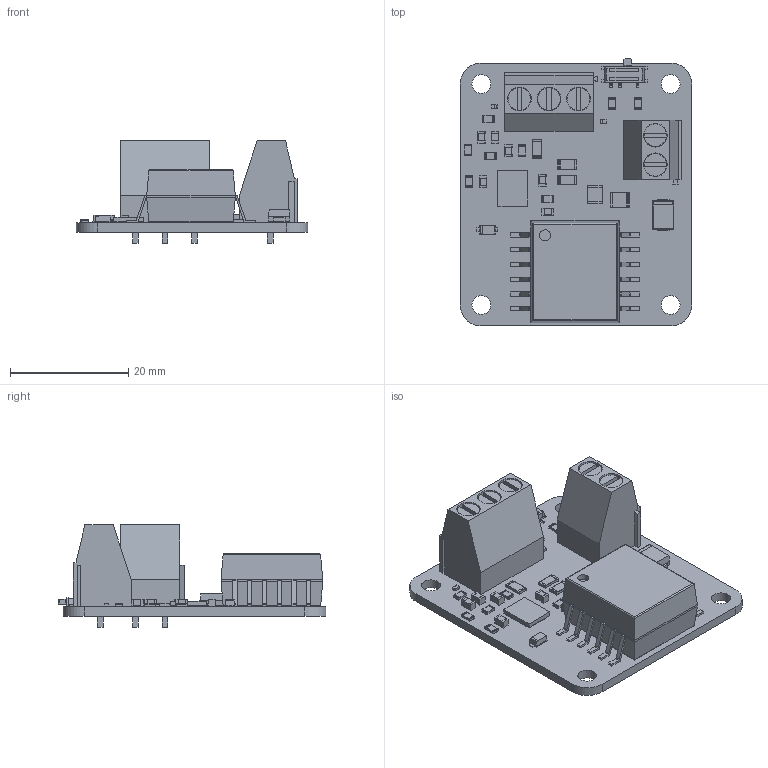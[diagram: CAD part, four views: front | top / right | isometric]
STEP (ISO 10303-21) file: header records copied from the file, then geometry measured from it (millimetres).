
FILE_DESCRIPTION(('KiCad electronic assembly'),'2;1');
FILE_NAME('converter.step','2024-07-23T10:42:29',('Pcbnew'),('Kicad'), 'Open CASCADE STEP processor 7.6','KiCad to STEP converter','Unknown' );
FILE_SCHEMA(('AUTOMOTIVE_DESIGN { 1 0 10303 214 1 1 1 1 }'));
Length unit declared in the file: millimetre
Products named in the file (26): converter 1; R_1206_3216Metric; C_0805_2012Metric; TerminalBlock_Phoenix_MKDS-1,5-2_1x02_P5.00mm_Horizontal; TerminalBlock_Phoenix_MKDS_15_2_1x02_P500mm_Horizontal; LT3957AEUHE#PBF; ASSEMBLY; R_0805_2012Metric; D_SOD-882; D_SMB; D_SOD-123F; D_SOD_123F; DA2032-ALD; SW_SPDT_PCM12; Fusion_sp; TerminalBlock_Phoenix_MKDS-1,5-3_1x03_P5.00mm_Horizontal; TerminalBlock_Phoenix_MKDS_15_3_1x03_P500mm_Horizontal; R_1210_3225Metric; converter_PCB
Assembly tree (41 placements, depth 3):
  converter 1
    R_1206_3216Metric  x3
      R_1206_3216Metric
    C_0805_2012Metric  x6
      C_0805_2012Metric
    TerminalBlock_Phoenix_MKDS-1,5-2_1x02_P5.00mm_Horizontal
      TerminalBlock_Phoenix_MKDS_15_2_1x02_P500mm_Horizontal
    LT3957AEUHE#PBF
      ASSEMBLY
    R_0805_2012Metric  x8
      R_0805_2012Metric
    D_SOD-882  x2
      D_SOD-882
    D_SMB
      D_SMB
    D_SOD-123F
      D_SOD_123F
    DA2032-ALD
      ASSEMBLY
    SW_SPDT_PCM12
      Fusion_sp
    TerminalBlock_Phoenix_MKDS-1,5-3_1x03_P5.00mm_Horizontal
      TerminalBlock_Phoenix_MKDS_15_3_1x03_P500mm_Horizontal
    R_1210_3225Metric  x2
      R_1210_3225Metric
    converter_PCB
Bounding box: 39.12 x 45.29 x 17.3 mm (x, y, z)
Volume: 7532.3 mm3; surface area: 8699.9 mm2
Topology: 71 solids, 71 shells, 1358 faces, 3342 edges, 2160 vertices
Faces by surface type: plane 1055, cylinder 261, bspline 40, cone 2
Full cylindrical faces by diameter (mm): 0.8 x2, 0.9 x2, 1.3 x5, 1.873 x1, 3.2 x4, 3.8 x5, 4 x5
Entity records: 31162 total; most frequent: CARTESIAN_POINT 4879, ORIENTED_EDGE 4508, DIRECTION 4388, EDGE_CURVE 2254, LINE 1890, VECTOR 1890, VERTEX_POINT 1448, AXIS2_PLACEMENT_3D 1249
